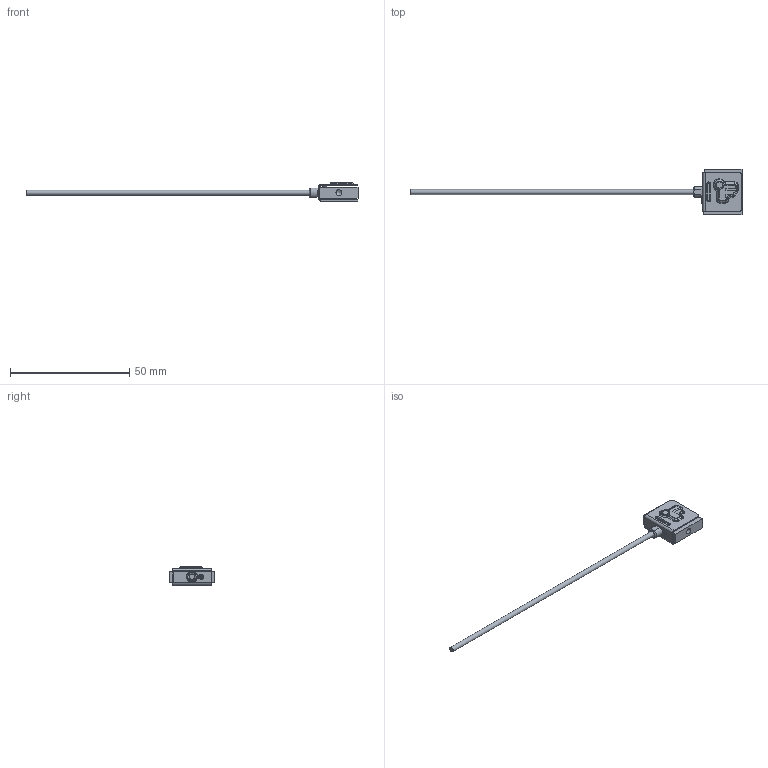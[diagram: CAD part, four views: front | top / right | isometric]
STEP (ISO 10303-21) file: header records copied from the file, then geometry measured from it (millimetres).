
FILE_DESCRIPTION(/* description */ (''),/* implementation_level */ '2;1');
FILE_NAME(/* name */ 'LSB201.stp',/* time_stamp */ '2018-10-23T14:25:15-07:00',/* author */ ('Maciej'),/* organization */ (''),/* preprocessor_version */ 'ST-DEVELOPER v16.13',/* originating_system */ 'Autodesk Inventor 2018',/* authorisation */ '');
FILE_SCHEMA (('AUTOMOTIVE_DESIGN { 1 0 10303 214 3 1 1 }'));
Length unit declared in the file: inch
Products named in the file (1): Assembly2_Shrinkwrap_1
Bounding box: 139.24 x 19.05 x 7.62 mm (x, y, z)
Volume: 2211.9 mm3; surface area: 3229.9 mm2
Topology: 1 solids, 3 shells, 522 faces, 1357 edges, 871 vertices
Faces by surface type: plane 311, bspline 83, cylinder 76, torus 39, cone 8, sphere 5
Full cylindrical faces by diameter (mm): 0.94 x6, 1.397 x1, 2.159 x1, 2.2 x1, 2.286 x1, 2.311 x1, 2.464 x2, 2.54 x1, 2.653 x1, 2.654 x1, 2.667 x1, 3.023 x1, 4.445 x1, 4.699 x1
Entity records: 18252 total; most frequent: CARTESIAN_POINT 5651, ORIENTED_EDGE 2592, DIRECTION 2238, EDGE_CURVE 1296, LINE 884, VECTOR 884, VERTEX_POINT 845, AXIS2_PLACEMENT_3D 677
